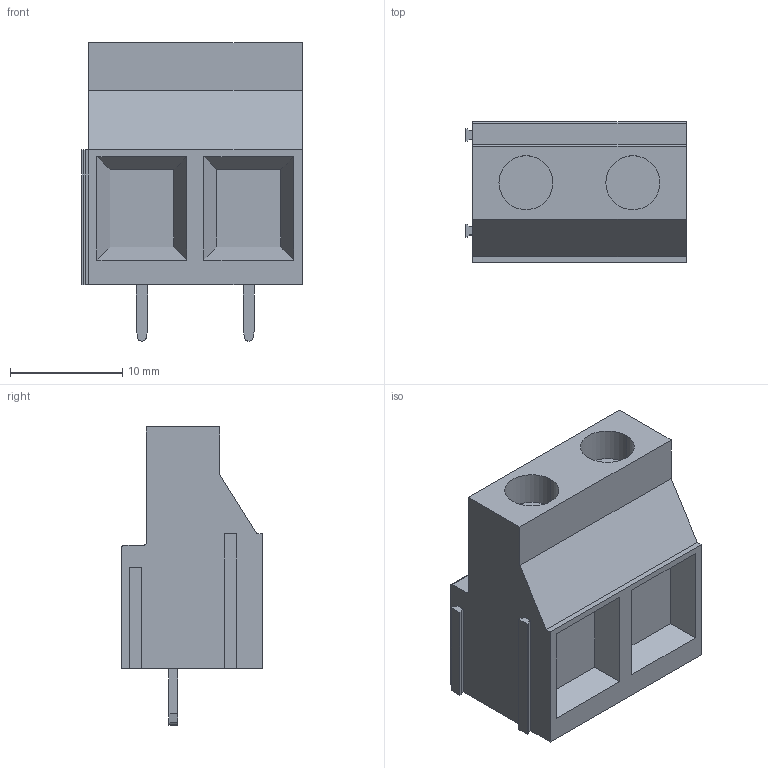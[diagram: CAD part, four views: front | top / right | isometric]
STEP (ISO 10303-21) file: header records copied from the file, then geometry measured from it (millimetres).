
FILE_DESCRIPTION(('CATIA V5 STEP Exchange','CAx-IF Rec.Pracs.--- Model Styling and Organization---1.2---2011-12-15'),'2;1');
FILE_NAME ('D1454924_0_1724680000_1724680000.stp','2018-09-11T06:37:22+00:00',('none'),('Weidmueller'),'CATIA Version 5-6 Release 2014','CATIA V5 STEP AP214','none');
FILE_SCHEMA(('AUTOMOTIVE_DESIGN { 1 0 10303 214 1 1 1 1 }'));
Length unit declared in the file: millimetre
Products named in the file (1): 1724680000
Bounding box: 19.6 x 12.5 x 26.5 mm (x, y, z)
Volume: 3824.6 mm3; surface area: 1950.2 mm2
Topology: 3 solids, 3 shells, 81 faces, 213 edges, 142 vertices
Faces by surface type: plane 71, cylinder 10
Entity records: 2411 total; most frequent: CARTESIAN_POINT 434, ORIENTED_EDGE 426, DIRECTION 345, EDGE_CURVE 213, VECTOR 185, LINE 185, VERTEX_POINT 142, AXIS2_PLACEMENT_3D 91
